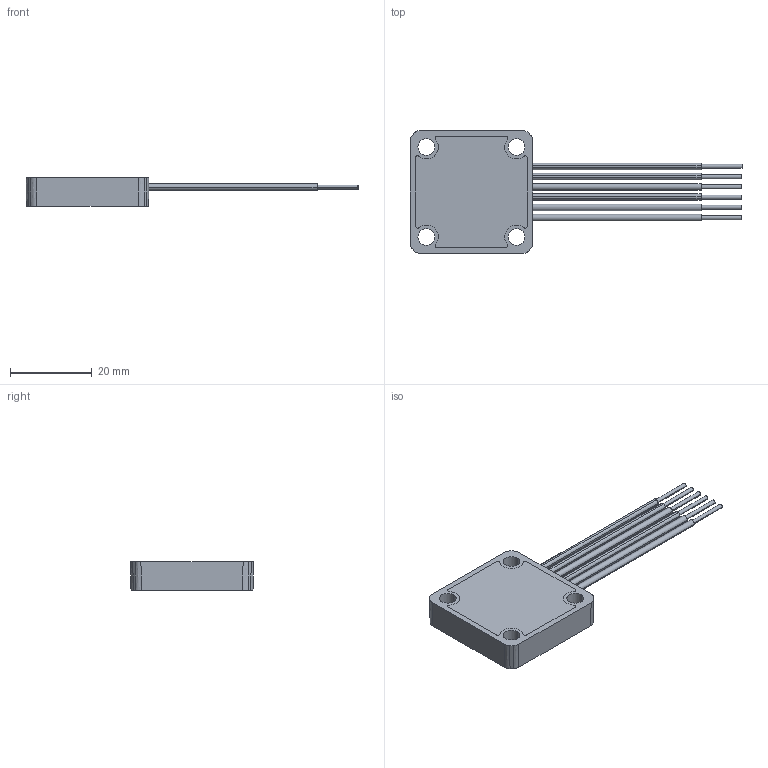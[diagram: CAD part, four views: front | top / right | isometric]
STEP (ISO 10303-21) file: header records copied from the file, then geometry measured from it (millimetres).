
FILE_DESCRIPTION (( 'STEP AP214' ), '1' );
FILE_NAME ('518052.STEP', '2011-11-17T08:34:14', ( 'dummy' ), ( 'Microsoft' ), 'SwSTEP 2.0', 'SolidWorks 2010', '' );
FILE_SCHEMA (( 'AUTOMOTIVE_DESIGN' ));
Length unit declared in the file: millimetre
Products named in the file (1): 518052
Bounding box: 81 x 30 x 7 mm (x, y, z)
Surface area: 4723.8 mm2 (no closed solid volume)
Topology: 0 solids, 14 shells, 96 faces, 291 edges, 210 vertices
Faces by surface type: cylinder 50, plane 25, cone 13, bspline 8
Entity records: 4688 total; most frequent: CARTESIAN_POINT 1170, DIRECTION 487, ORIENTED_EDGE 471, EDGE_CURVE 291, VERTEX_POINT 210, AXIS2_PLACEMENT_3D 197, EDGE_LOOP 111, CIRCLE 108
